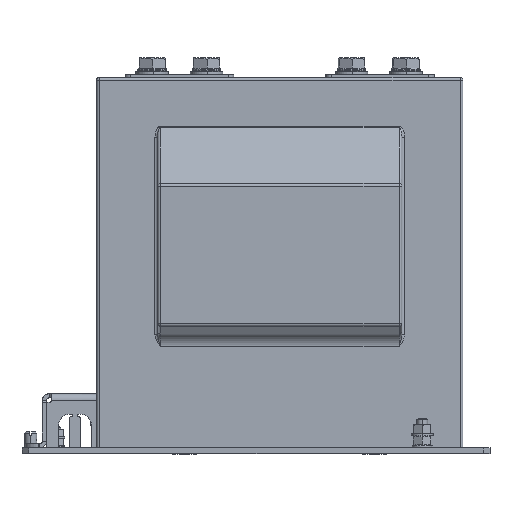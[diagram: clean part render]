
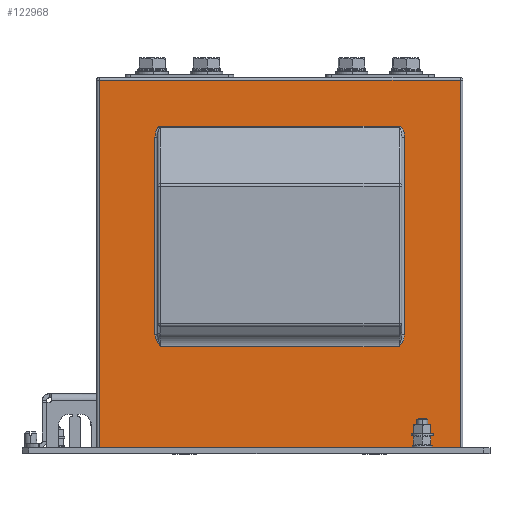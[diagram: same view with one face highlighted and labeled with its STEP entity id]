
A CAD part, top view. The second image highlights one B-rep face of the part: STEP entity #122968.
In plain terms, the highlighted planar face has unit normal (0, 0, 1).
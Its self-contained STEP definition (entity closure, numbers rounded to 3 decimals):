
#267 = CARTESIAN_POINT ( 'NONE',  ( 91.5, 80.539, 60. ) ) ;
#1507 = CARTESIAN_POINT ( 'NONE',  ( -133., 0., 60. ) ) ;
#2060 = CARTESIAN_POINT ( 'NONE',  ( 90., 74.458, 60. ) ) ;
#2964 = CARTESIAN_POINT ( 'NONE',  ( 92., 83.402, 60. ) ) ;
#4047 = CARTESIAN_POINT ( 'NONE',  ( 88., 237.007, 60. ) ) ;
#5245 = CARTESIAN_POINT ( 'NONE',  ( -91.857, 81.742, 60. ) ) ;
#7305 = CARTESIAN_POINT ( 'NONE',  ( -133., 0., 60. ) ) ;
#8403 = ORIENTED_EDGE ( 'NONE', *, *, #14180, .T. ) ;
#9634 = ORIENTED_EDGE ( 'NONE', *, *, #61606, .T. ) ;
#12450 = LINE ( 'NONE', #1507, #134050 ) ;
#12801 = ORIENTED_EDGE ( 'NONE', *, *, #177752, .T. ) ;
#12929 = CARTESIAN_POINT ( 'NONE',  ( 0., 0., 60. ) ) ;
#14180 = EDGE_CURVE ( 'NONE', #90972, #132267, #71645, .T. ) ;
#15684 = AXIS2_PLACEMENT_3D ( 'NONE', #12929, #64186, #175356 ) ;
#15751 = LINE ( 'NONE', #2060, #38020 ) ;
#16226 = CARTESIAN_POINT ( 'NONE',  ( 91.039, 79.377, 60. ) ) ;
#17405 = VECTOR ( 'NONE', #40329, 1000. ) ;
#17463 = DIRECTION ( 'NONE',  ( 0., -1., 0. ) ) ;
#17613 = VERTEX_POINT ( 'NONE', #171374 ) ;
#18062 = FACE_OUTER_BOUND ( 'NONE', #160086, .T. ) ;
#21209 = CARTESIAN_POINT ( 'NONE',  ( -92., 83.402, 60. ) ) ;
#23468 = ORIENTED_EDGE ( 'NONE', *, *, #181406, .T. ) ;
#24929 = CARTESIAN_POINT ( 'NONE',  ( 92., 74.458, 60. ) ) ;
#25674 =( BOUNDED_CURVE ( )  B_SPLINE_CURVE ( 3, ( #150873, #39879, #71745, #182935 ),
 .UNSPECIFIED., .F., .F. ) 
 B_SPLINE_CURVE_WITH_KNOTS ( ( 4, 4 ),
 ( 4.712, 6.283 ),
 .UNSPECIFIED. ) 
 CURVE ( )  GEOMETRIC_REPRESENTATION_ITEM ( )  RATIONAL_B_SPLINE_CURVE ( ( 1., 0.805, 0.805, 1. ) ) 
 REPRESENTATION_ITEM ( '' )  );
#32140 = CARTESIAN_POINT ( 'NONE',  ( 89.919, 77.169, 60. ) ) ;
#35118 = ORIENTED_EDGE ( 'NONE', *, *, #68572, .T. ) ;
#36551 = VERTEX_POINT ( 'NONE', #179146 ) ;
#36927 = DIRECTION ( 'NONE',  ( 1., 0., 0. ) ) ;
#38020 = VECTOR ( 'NONE', #66535, 1000. ) ;
#39669 = EDGE_CURVE ( 'NONE', #96784, #17613, #52787, .T. ) ;
#39879 = CARTESIAN_POINT ( 'NONE',  ( -92., 233.693, 60. ) ) ;
#40329 = DIRECTION ( 'NONE',  ( -1., 0., 0. ) ) ;
#43049 = VERTEX_POINT ( 'NONE', #107816 ) ;
#43145 = VERTEX_POINT ( 'NONE', #92585 ) ;
#43377 = B_SPLINE_CURVE_WITH_KNOTS ( 'NONE', 3,
 ( #68345, #147482, #131503, #179539, #84369, #195466, #100331, #5245, #116259, #21209 ),
 .UNSPECIFIED., .F., .F.,
 ( 4, 2, 2, 2, 4 ),
 ( 0., 0.005, 0.006, 0.007, 0.01 ),
 .UNSPECIFIED. ) ;
#46146 = VECTOR ( 'NONE', #36927, 1000. ) ;
#47433 = ORIENTED_EDGE ( 'NONE', *, *, #113125, .T. ) ;
#48099 = CARTESIAN_POINT ( 'NONE',  ( 88., 74.458, 60. ) ) ;
#49839 = DIRECTION ( 'NONE',  ( 0., 1., 0. ) ) ;
#50695 = VECTOR ( 'NONE', #62613, 1000. ) ;
#52577 = EDGE_CURVE ( 'NONE', #57649, #117899, #43377, .T. ) ;
#52787 = B_SPLINE_CURVE_WITH_KNOTS ( 'NONE', 3,
 ( #63372, #190505, #95345, #267, #111218, #16226, #127168, #32140, #143181, #48099 ),
 .UNSPECIFIED., .F., .F.,
 ( 4, 2, 2, 2, 4 ),
 ( 0., 0.002, 0.004, 0.005, 0.01 ),
 .UNSPECIFIED. ) ;
#53281 = CARTESIAN_POINT ( 'NONE',  ( 90.343, 237.007, 60. ) ) ;
#57649 = VERTEX_POINT ( 'NONE', #180576 ) ;
#59609 = LINE ( 'NONE', #166003, #17405 ) ;
#61606 = EDGE_CURVE ( 'NONE', #36551, #90972, #12450, .T. ) ;
#62613 = DIRECTION ( 'NONE',  ( 0., 1., 0. ) ) ;
#63372 = CARTESIAN_POINT ( 'NONE',  ( 92., 83.402, 60. ) ) ;
#64186 = DIRECTION ( 'NONE',  ( 0., 0., -1. ) ) ;
#66535 = DIRECTION ( 'NONE',  ( -1., 0., 0. ) ) ;
#68345 = CARTESIAN_POINT ( 'NONE',  ( -88., 74.458, 60. ) ) ;
#68572 = EDGE_CURVE ( 'NONE', #158818, #36551, #59609, .T. ) ;
#71645 = LINE ( 'NONE', #138630, #193472 ) ;
#71745 = CARTESIAN_POINT ( 'NONE',  ( -90.343, 237.007, 60. ) ) ;
#72626 = LINE ( 'NONE', #24929, #152088 ) ;
#77290 = ORIENTED_EDGE ( 'NONE', *, *, #103434, .T. ) ;
#78633 = EDGE_CURVE ( 'NONE', #116230, #96784, #72626, .T. ) ;
#80000 = CARTESIAN_POINT ( 'NONE',  ( 88., 237.007, 60. ) ) ;
#82025 = ORIENTED_EDGE ( 'NONE', *, *, #192600, .T. ) ;
#84369 = CARTESIAN_POINT ( 'NONE',  ( -91.039, 79.377, 60. ) ) ;
#88370 = LINE ( 'NONE', #131928, #46146 ) ;
#89038 = CARTESIAN_POINT ( 'NONE',  ( -92., 83.402, 60. ) ) ;
#90972 = VERTEX_POINT ( 'NONE', #7305 ) ;
#92585 = CARTESIAN_POINT ( 'NONE',  ( -92., 229.007, 60. ) ) ;
#92944 = CARTESIAN_POINT ( 'NONE',  ( 133., 271., 60. ) ) ;
#95191 = ORIENTED_EDGE ( 'NONE', *, *, #149267, .T. ) ;
#95345 = CARTESIAN_POINT ( 'NONE',  ( 91.857, 81.742, 60. ) ) ;
#96784 = VERTEX_POINT ( 'NONE', #2964 ) ;
#97929 = LINE ( 'NONE', #189072, #50695 ) ;
#100331 = CARTESIAN_POINT ( 'NONE',  ( -91.5, 80.539, 60. ) ) ;
#103434 = EDGE_CURVE ( 'NONE', #17613, #57649, #15751, .T. ) ;
#106591 = CARTESIAN_POINT ( 'NONE',  ( 92., 229.007, 60. ) ) ;
#107816 = CARTESIAN_POINT ( 'NONE',  ( -88., 237.007, 60. ) ) ;
#110447 = ORIENTED_EDGE ( 'NONE', *, *, #39669, .T. ) ;
#110668 = PLANE ( 'NONE',  #15684 ) ;
#111218 = CARTESIAN_POINT ( 'NONE',  ( 91.357, 80.144, 60. ) ) ;
#112950 = CARTESIAN_POINT ( 'NONE',  ( -92., 0., 60. ) ) ;
#113125 = EDGE_CURVE ( 'NONE', #133663, #116230, #120151, .T. ) ;
#116230 = VERTEX_POINT ( 'NONE', #106591 ) ;
#116259 = CARTESIAN_POINT ( 'NONE',  ( -92., 82.56, 60. ) ) ;
#117899 = VERTEX_POINT ( 'NONE', #89038 ) ;
#119977 = DIRECTION ( 'NONE',  ( 0., -1., 0. ) ) ;
#120151 =( BOUNDED_CURVE ( )  B_SPLINE_CURVE ( 3, ( #4047, #53281, #148309, #164346 ),
 .UNSPECIFIED., .F., .F. ) 
 B_SPLINE_CURVE_WITH_KNOTS ( ( 4, 4 ),
 ( 3.142, 4.712 ),
 .UNSPECIFIED. ) 
 CURVE ( )  GEOMETRIC_REPRESENTATION_ITEM ( )  RATIONAL_B_SPLINE_CURVE ( ( 1., 0.805, 0.805, 1. ) ) 
 REPRESENTATION_ITEM ( '' )  );
#122140 = ORIENTED_EDGE ( 'NONE', *, *, #78633, .T. ) ;
#122968 = ADVANCED_FACE ( 'NONE', ( #182028, #18062 ), #110668, .F. ) ;
#127168 = CARTESIAN_POINT ( 'NONE',  ( 90.863, 79.003, 60. ) ) ;
#131503 = CARTESIAN_POINT ( 'NONE',  ( -89.919, 77.169, 60. ) ) ;
#131928 = CARTESIAN_POINT ( 'NONE',  ( 90., 237.007, 60. ) ) ;
#132267 = VERTEX_POINT ( 'NONE', #143788 ) ;
#133663 = VERTEX_POINT ( 'NONE', #80000 ) ;
#134050 = VECTOR ( 'NONE', #17463, 1000. ) ;
#135084 = VECTOR ( 'NONE', #49839, 1000. ) ;
#138630 = CARTESIAN_POINT ( 'NONE',  ( -135., 0., 60. ) ) ;
#140149 = LINE ( 'NONE', #112950, #135084 ) ;
#143181 = CARTESIAN_POINT ( 'NONE',  ( 88.959, 75.814, 60. ) ) ;
#143788 = CARTESIAN_POINT ( 'NONE',  ( 133., 0., 60. ) ) ;
#147482 = CARTESIAN_POINT ( 'NONE',  ( -88.958, 75.813, 60. ) ) ;
#148309 = CARTESIAN_POINT ( 'NONE',  ( 92., 233.693, 60. ) ) ;
#149267 = EDGE_CURVE ( 'NONE', #43049, #133663, #88370, .T. ) ;
#150873 = CARTESIAN_POINT ( 'NONE',  ( -92., 229.007, 60. ) ) ;
#152088 = VECTOR ( 'NONE', #119977, 1000. ) ;
#154629 = DIRECTION ( 'NONE',  ( 1., 0., 0. ) ) ;
#158213 = ORIENTED_EDGE ( 'NONE', *, *, #52577, .T. ) ;
#158818 = VERTEX_POINT ( 'NONE', #92944 ) ;
#160086 = EDGE_LOOP ( 'NONE', ( #8403, #23468, #35118, #9634 ) ) ;
#164346 = CARTESIAN_POINT ( 'NONE',  ( 92., 229.007, 60. ) ) ;
#166003 = CARTESIAN_POINT ( 'NONE',  ( 0., 271., 60. ) ) ;
#171374 = CARTESIAN_POINT ( 'NONE',  ( 88., 74.458, 60. ) ) ;
#175097 = EDGE_LOOP ( 'NONE', ( #77290, #158213, #82025, #12801, #95191, #47433, #122140, #110447 ) ) ;
#175356 = DIRECTION ( 'NONE',  ( -1., 0., 0. ) ) ;
#177752 = EDGE_CURVE ( 'NONE', #43145, #43049, #25674, .T. ) ;
#179146 = CARTESIAN_POINT ( 'NONE',  ( -133., 271., 60. ) ) ;
#179539 = CARTESIAN_POINT ( 'NONE',  ( -90.863, 79.003, 60. ) ) ;
#180576 = CARTESIAN_POINT ( 'NONE',  ( -88., 74.458, 60. ) ) ;
#181406 = EDGE_CURVE ( 'NONE', #132267, #158818, #97929, .T. ) ;
#182028 = FACE_BOUND ( 'NONE', #175097, .T. ) ;
#182935 = CARTESIAN_POINT ( 'NONE',  ( -88., 237.007, 60. ) ) ;
#189072 = CARTESIAN_POINT ( 'NONE',  ( 133., 0., 60. ) ) ;
#190505 = CARTESIAN_POINT ( 'NONE',  ( 92., 82.56, 60. ) ) ;
#192600 = EDGE_CURVE ( 'NONE', #117899, #43145, #140149, .T. ) ;
#193472 = VECTOR ( 'NONE', #154629, 1000. ) ;
#195466 = CARTESIAN_POINT ( 'NONE',  ( -91.357, 80.144, 60. ) ) ;
